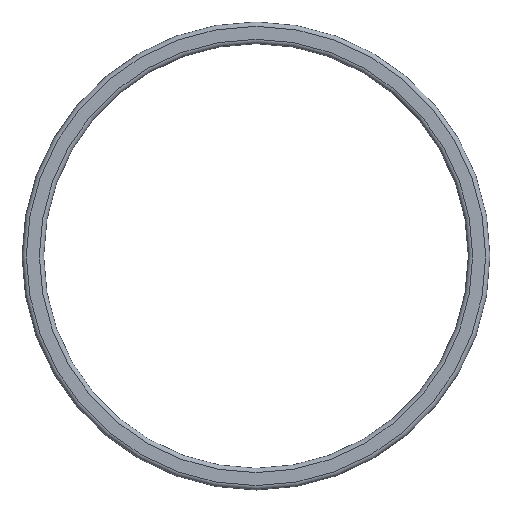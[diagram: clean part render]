
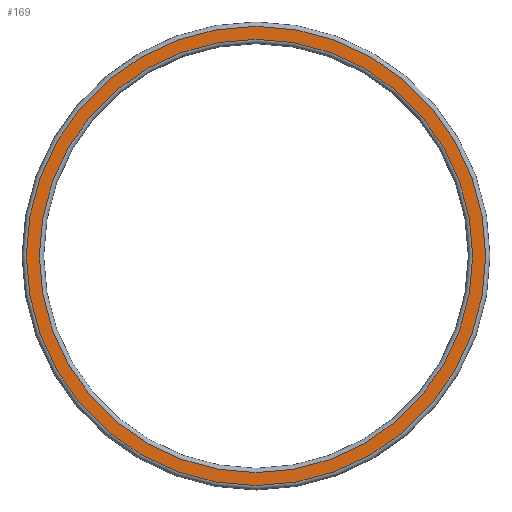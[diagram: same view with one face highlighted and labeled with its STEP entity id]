
A CAD part, top view. The second image highlights one B-rep face of the part: STEP entity #169.
In plain terms, the highlighted planar face has unit normal (0, 0, 1).
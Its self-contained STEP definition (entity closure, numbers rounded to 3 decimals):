
#19=FACE_BOUND('',#51,.T.);
#23=PLANE('',#194);
#36=FACE_OUTER_BOUND('',#50,.T.);
#50=EDGE_LOOP('',(#144));
#51=EDGE_LOOP('',(#145));
#79=CIRCLE('',#193,50.);
#80=CIRCLE('',#195,53.);
#93=VERTEX_POINT('',#295);
#94=VERTEX_POINT('',#299);
#111=EDGE_CURVE('',#93,#93,#79,.T.);
#112=EDGE_CURVE('',#94,#94,#80,.T.);
#144=ORIENTED_EDGE('',*,*,#112,.F.);
#145=ORIENTED_EDGE('',*,*,#111,.F.);
#169=ADVANCED_FACE('',(#36,#19),#23,.T.);
#193=AXIS2_PLACEMENT_3D('',#297,#243,#244);
#194=AXIS2_PLACEMENT_3D('',#298,#245,#246);
#195=AXIS2_PLACEMENT_3D('',#300,#247,#248);
#243=DIRECTION('center_axis',(0.,0.,1.));
#244=DIRECTION('ref_axis',(-1.,0.,0.));
#245=DIRECTION('center_axis',(0.,0.,1.));
#246=DIRECTION('ref_axis',(-1.,0.,0.));
#247=DIRECTION('center_axis',(0.,0.,-1.));
#248=DIRECTION('ref_axis',(-1.,0.,0.));
#295=CARTESIAN_POINT('',(-50.,0.,36.));
#297=CARTESIAN_POINT('Origin',(0.,0.,36.));
#298=CARTESIAN_POINT('Origin',(0.,0.,36.));
#299=CARTESIAN_POINT('',(53.,0.,36.));
#300=CARTESIAN_POINT('Origin',(0.,0.,36.));
